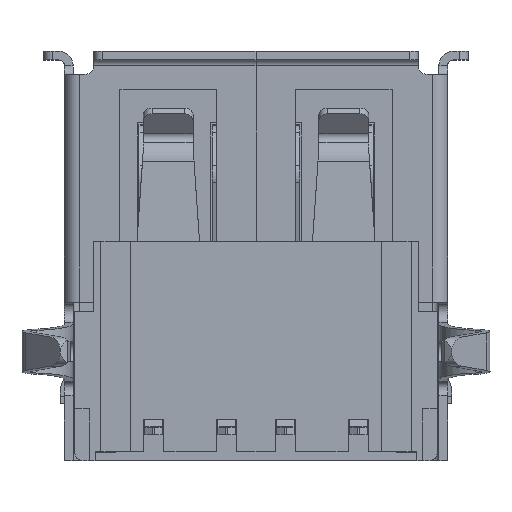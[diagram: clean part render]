
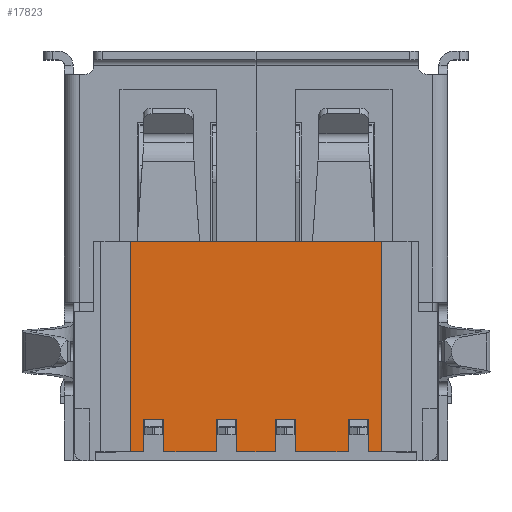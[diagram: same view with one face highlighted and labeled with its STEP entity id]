
A CAD part, top view. The second image highlights one B-rep face of the part: STEP entity #17823.
In plain terms, the highlighted planar face has unit normal (0, 0, 1).
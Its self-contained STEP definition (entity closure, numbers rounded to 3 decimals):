
#1186=FACE_OUTER_BOUND('',#2097,.T.);
#2097=EDGE_LOOP('',(#15663,#15664,#15665,#15666,#15667,#15668,#15669,#15670,
#15671,#15672,#15673,#15674,#15675,#15676,#15677,#15678,#15679,#15680,#15681,
#15682));
#3571=LINE('',#27326,#5662);
#3611=LINE('',#27412,#5702);
#3652=LINE('',#27502,#5743);
#3707=LINE('',#27612,#5798);
#4000=LINE('',#28281,#6091);
#4088=LINE('',#28475,#6179);
#4180=LINE('',#28685,#6271);
#4418=LINE('',#29223,#6509);
#4510=LINE('',#29397,#6601);
#4513=LINE('',#29403,#6604);
#4514=LINE('',#29404,#6605);
#4515=LINE('',#29405,#6606);
#4516=LINE('',#29406,#6607);
#4517=LINE('',#29407,#6608);
#4518=LINE('',#29408,#6609);
#4519=LINE('',#29409,#6610);
#4520=LINE('',#29411,#6611);
#4521=LINE('',#29413,#6612);
#4522=LINE('',#29414,#6613);
#4523=LINE('',#29415,#6614);
#5662=VECTOR('',#21912,7.2);
#5702=VECTOR('',#21984,1.11);
#5743=VECTOR('',#22059,1.11);
#5798=VECTOR('',#22156,1.11);
#6091=VECTOR('',#22765,1.11);
#6179=VECTOR('',#22935,1.11);
#6271=VECTOR('',#23139,1.11);
#6509=VECTOR('',#23639,0.45);
#6601=VECTOR('',#23779,1.11);
#6604=VECTOR('',#23784,1.11);
#6605=VECTOR('',#23785,1.8);
#6606=VECTOR('',#23786,0.7);
#6607=VECTOR('',#23787,1.3);
#6608=VECTOR('',#23788,0.7);
#6609=VECTOR('',#23789,1.8);
#6610=VECTOR('',#23790,0.7);
#6611=VECTOR('',#23791,0.45);
#6612=VECTOR('',#23792,7.2);
#6613=VECTOR('',#23793,8.6);
#6614=VECTOR('',#23794,0.7);
#7753=VERTEX_POINT('',#27324);
#7754=VERTEX_POINT('',#27325);
#7783=VERTEX_POINT('',#27410);
#7784=VERTEX_POINT('',#27411);
#7815=VERTEX_POINT('',#27500);
#7816=VERTEX_POINT('',#27501);
#7849=VERTEX_POINT('',#27610);
#7850=VERTEX_POINT('',#27611);
#8067=VERTEX_POINT('',#28279);
#8068=VERTEX_POINT('',#28280);
#8132=VERTEX_POINT('',#28473);
#8133=VERTEX_POINT('',#28474);
#8194=VERTEX_POINT('',#28683);
#8195=VERTEX_POINT('',#28684);
#8421=VERTEX_POINT('',#29395);
#8422=VERTEX_POINT('',#29396);
#8423=VERTEX_POINT('',#29401);
#8424=VERTEX_POINT('',#29402);
#8425=VERTEX_POINT('',#29410);
#8426=VERTEX_POINT('',#29412);
#9869=EDGE_CURVE('',#7753,#7754,#3571,.T.);
#9910=EDGE_CURVE('',#7783,#7784,#3611,.T.);
#9955=EDGE_CURVE('',#7815,#7816,#3652,.T.);
#10012=EDGE_CURVE('',#7849,#7850,#3707,.T.);
#10353=EDGE_CURVE('',#8067,#8068,#4000,.T.);
#10454=EDGE_CURVE('',#8132,#8133,#4088,.T.);
#10561=EDGE_CURVE('',#8194,#8195,#4180,.T.);
#10834=EDGE_CURVE('',#7753,#8068,#4418,.T.);
#10932=EDGE_CURVE('',#8421,#8422,#4510,.T.);
#10935=EDGE_CURVE('',#8423,#8424,#4513,.T.);
#10936=EDGE_CURVE('',#8424,#8195,#4514,.T.);
#10937=EDGE_CURVE('',#8194,#8132,#4515,.T.);
#10938=EDGE_CURVE('',#8133,#7850,#4516,.T.);
#10939=EDGE_CURVE('',#7849,#7815,#4517,.T.);
#10940=EDGE_CURVE('',#7816,#7784,#4518,.T.);
#10941=EDGE_CURVE('',#7783,#8421,#4519,.T.);
#10942=EDGE_CURVE('',#8422,#8425,#4520,.T.);
#10943=EDGE_CURVE('',#8425,#8426,#4521,.T.);
#10944=EDGE_CURVE('',#8426,#7754,#4522,.T.);
#10945=EDGE_CURVE('',#8067,#8423,#4523,.T.);
#15663=ORIENTED_EDGE('',*,*,#10935,.T.);
#15664=ORIENTED_EDGE('',*,*,#10936,.T.);
#15665=ORIENTED_EDGE('',*,*,#10561,.F.);
#15666=ORIENTED_EDGE('',*,*,#10937,.T.);
#15667=ORIENTED_EDGE('',*,*,#10454,.T.);
#15668=ORIENTED_EDGE('',*,*,#10938,.T.);
#15669=ORIENTED_EDGE('',*,*,#10012,.F.);
#15670=ORIENTED_EDGE('',*,*,#10939,.T.);
#15671=ORIENTED_EDGE('',*,*,#9955,.T.);
#15672=ORIENTED_EDGE('',*,*,#10940,.T.);
#15673=ORIENTED_EDGE('',*,*,#9910,.F.);
#15674=ORIENTED_EDGE('',*,*,#10941,.T.);
#15675=ORIENTED_EDGE('',*,*,#10932,.T.);
#15676=ORIENTED_EDGE('',*,*,#10942,.T.);
#15677=ORIENTED_EDGE('',*,*,#10943,.T.);
#15678=ORIENTED_EDGE('',*,*,#10944,.T.);
#15679=ORIENTED_EDGE('',*,*,#9869,.F.);
#15680=ORIENTED_EDGE('',*,*,#10834,.T.);
#15681=ORIENTED_EDGE('',*,*,#10353,.F.);
#15682=ORIENTED_EDGE('',*,*,#10945,.T.);
#16958=PLANE('',#19217);
#17823=ADVANCED_FACE('',(#1186),#16958,.T.);
#19217=AXIS2_PLACEMENT_3D('',#29400,#23782,#23783);
#21912=DIRECTION('',(0.,1.,0.));
#21984=DIRECTION('',(0.,-1.,0.));
#22059=DIRECTION('',(0.,-1.,0.));
#22156=DIRECTION('',(0.,-1.,0.));
#22765=DIRECTION('',(0.,-1.,0.));
#22935=DIRECTION('',(0.,-1.,0.));
#23139=DIRECTION('',(0.,-1.,0.));
#23639=DIRECTION('',(1.,0.,0.));
#23779=DIRECTION('',(0.,-1.,0.));
#23782=DIRECTION('center_axis',(0.,0.,
1.));
#23783=DIRECTION('ref_axis',(1.,0.,0.));
#23784=DIRECTION('',(0.,-1.,0.));
#23785=DIRECTION('',(1.,0.,0.));
#23786=DIRECTION('',(1.,0.,0.));
#23787=DIRECTION('',(1.,0.,0.));
#23788=DIRECTION('',(1.,0.,0.));
#23789=DIRECTION('',(1.,0.,0.));
#23790=DIRECTION('',(1.,0.,0.));
#23791=DIRECTION('',(1.,0.,0.));
#23792=DIRECTION('',(0.,1.,0.));
#23793=DIRECTION('',(-1.,0.,0.));
#23794=DIRECTION('',(1.,0.,0.));
#27324=CARTESIAN_POINT('',(-4.3,0.3,3.07));
#27325=CARTESIAN_POINT('',(-4.3,7.5,3.07));
#27326=CARTESIAN_POINT('',(-4.3,0.3,3.07));
#27410=CARTESIAN_POINT('',(3.15,1.41,3.07));
#27411=CARTESIAN_POINT('',(3.15,0.3,3.07));
#27412=CARTESIAN_POINT('',(3.15,1.41,3.07));
#27500=CARTESIAN_POINT('',(1.35,1.41,3.07));
#27501=CARTESIAN_POINT('',(1.35,0.3,3.07));
#27502=CARTESIAN_POINT('',(1.35,1.41,3.07));
#27610=CARTESIAN_POINT('',(0.65,1.41,3.07));
#27611=CARTESIAN_POINT('',(0.65,0.3,3.07));
#27612=CARTESIAN_POINT('',(0.65,1.41,3.07));
#28279=CARTESIAN_POINT('',(-3.85,1.41,3.07));
#28280=CARTESIAN_POINT('',(-3.85,0.3,3.07));
#28281=CARTESIAN_POINT('',(-3.85,1.41,3.07));
#28473=CARTESIAN_POINT('',(-0.65,1.41,3.07));
#28474=CARTESIAN_POINT('',(-0.65,0.3,3.07));
#28475=CARTESIAN_POINT('',(-0.65,1.41,3.07));
#28683=CARTESIAN_POINT('',(-1.35,1.41,3.07));
#28684=CARTESIAN_POINT('',(-1.35,0.3,3.07));
#28685=CARTESIAN_POINT('',(-1.35,1.41,3.07));
#29223=CARTESIAN_POINT('',(-4.3,0.3,3.07));
#29395=CARTESIAN_POINT('',(3.85,1.41,3.07));
#29396=CARTESIAN_POINT('',(3.85,0.3,3.07));
#29397=CARTESIAN_POINT('',(3.85,1.41,3.07));
#29400=CARTESIAN_POINT('Origin',(0.,0.156,
3.07));
#29401=CARTESIAN_POINT('',(-3.15,1.41,3.07));
#29402=CARTESIAN_POINT('',(-3.15,0.3,3.07));
#29403=CARTESIAN_POINT('',(-3.15,1.41,3.07));
#29404=CARTESIAN_POINT('',(-3.15,0.3,3.07));
#29405=CARTESIAN_POINT('',(-1.35,1.41,3.07));
#29406=CARTESIAN_POINT('',(-0.65,0.3,3.07));
#29407=CARTESIAN_POINT('',(0.65,1.41,3.07));
#29408=CARTESIAN_POINT('',(1.35,0.3,3.07));
#29409=CARTESIAN_POINT('',(3.15,1.41,3.07));
#29410=CARTESIAN_POINT('',(4.3,0.3,3.07));
#29411=CARTESIAN_POINT('',(3.85,0.3,3.07));
#29412=CARTESIAN_POINT('',(4.3,7.5,3.07));
#29413=CARTESIAN_POINT('',(4.3,0.3,3.07));
#29414=CARTESIAN_POINT('',(4.3,7.5,3.07));
#29415=CARTESIAN_POINT('',(-3.85,1.41,3.07));
